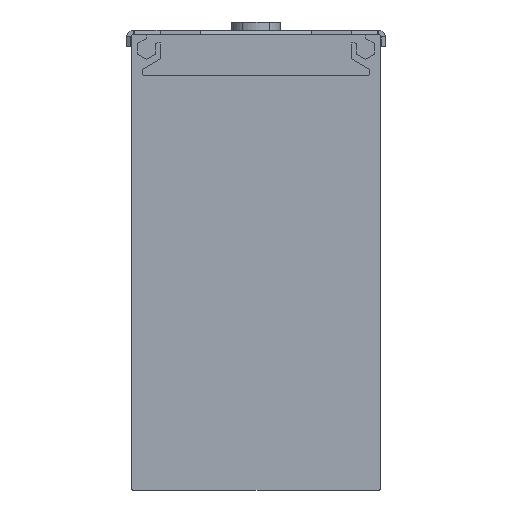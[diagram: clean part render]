
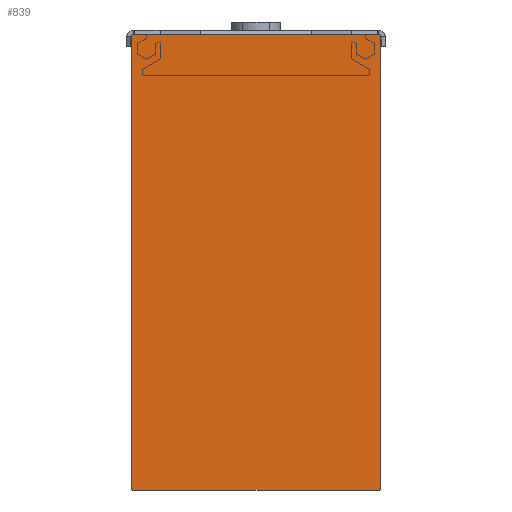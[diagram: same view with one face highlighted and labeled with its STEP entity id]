
A CAD part, left-side view. The second image highlights one B-rep face of the part: STEP entity #839.
In plain terms, the highlighted planar face has unit normal (-1, 0, 0).
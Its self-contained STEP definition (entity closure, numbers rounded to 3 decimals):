
#409=PLANE('',#10979);
#839=ADVANCED_FACE('',(#1525),#409,.T.);
#1525=FACE_OUTER_BOUND('',#2054,.T.);
#2054=EDGE_LOOP('',(#3778,#3779,#3780,#3781,#3782,#3783,#3784,#3785));
#2576=CIRCLE('',#10922,0.3);
#2577=CIRCLE('',#10925,0.3);
#2580=CIRCLE('',#10930,0.3);
#2594=CIRCLE('',#10973,0.3);
#3778=ORIENTED_EDGE('',*,*,#7466,.T.);
#3779=ORIENTED_EDGE('',*,*,#7372,.T.);
#3780=ORIENTED_EDGE('',*,*,#7375,.T.);
#3781=ORIENTED_EDGE('',*,*,#7377,.T.);
#3782=ORIENTED_EDGE('',*,*,#7379,.T.);
#3783=ORIENTED_EDGE('',*,*,#7381,.T.);
#3784=ORIENTED_EDGE('',*,*,#7385,.T.);
#3785=ORIENTED_EDGE('',*,*,#7339,.T.);
#6229=VERTEX_POINT('',#15489);
#6230=VERTEX_POINT('',#15491);
#6254=VERTEX_POINT('',#15553);
#6255=VERTEX_POINT('',#15555);
#6256=VERTEX_POINT('',#15559);
#6257=VERTEX_POINT('',#15563);
#6258=VERTEX_POINT('',#15567);
#6259=VERTEX_POINT('',#15571);
#7339=EDGE_CURVE('',#6230,#6229,#8755,.T.);
#7372=EDGE_CURVE('',#6255,#6254,#8785,.T.);
#7375=EDGE_CURVE('',#6254,#6256,#2576,.T.);
#7377=EDGE_CURVE('',#6256,#6257,#8789,.T.);
#7379=EDGE_CURVE('',#6257,#6258,#2577,.T.);
#7381=EDGE_CURVE('',#6258,#6259,#8792,.T.);
#7385=EDGE_CURVE('',#6259,#6230,#2580,.T.);
#7466=EDGE_CURVE('',#6229,#6255,#2594,.T.);
#8755=LINE('',#15490,#9904);
#8785=LINE('',#15554,#9934);
#8789=LINE('',#15564,#9938);
#8792=LINE('',#15572,#9941);
#9904=VECTOR('',#12381,1.);
#9934=VECTOR('',#12429,1.);
#9938=VECTOR('',#12439,1.);
#9941=VECTOR('',#12448,1.);
#10922=AXIS2_PLACEMENT_3D('',#15560,#12434,#12435);
#10925=AXIS2_PLACEMENT_3D('',#15568,#12443,#12444);
#10930=AXIS2_PLACEMENT_3D('',#15579,#12456,#12457);
#10973=AXIS2_PLACEMENT_3D('',#15731,#12609,#12610);
#10979=AXIS2_PLACEMENT_3D('',#15740,#12622,#12623);
#12381=DIRECTION('',(0.,1.,0.));
#12429=DIRECTION('',(0.,0.,-1.));
#12434=DIRECTION('',(-1.,0.,0.));
#12435=DIRECTION('',(0.,0.,-1.));
#12439=DIRECTION('',(0.,-1.,0.));
#12443=DIRECTION('',(-1.,0.,0.));
#12444=DIRECTION('',(0.,0.,1.));
#12448=DIRECTION('',(0.,0.,1.));
#12456=DIRECTION('',(-1.,0.,0.));
#12457=DIRECTION('',(0.,0.,-1.));
#12609=DIRECTION('',(-1.,0.,0.));
#12610=DIRECTION('',(0.,0.,-1.));
#12622=DIRECTION('',(-1.,0.,0.));
#12623=DIRECTION('',(0.,0.,1.));
#15489=CARTESIAN_POINT('',(-1125.,29.7,0.034));
#15490=CARTESIAN_POINT('',(-1125.,-29.7,0.034));
#15491=CARTESIAN_POINT('',(-1125.,-29.7,0.034));
#15553=CARTESIAN_POINT('',(-1125.,30.,-109.666));
#15554=CARTESIAN_POINT('',(-1125.,30.,-0.266));
#15555=CARTESIAN_POINT('',(-1125.,30.,-0.266));
#15559=CARTESIAN_POINT('',(-1125.,29.7,-109.966));
#15560=CARTESIAN_POINT('',(-1125.,29.7,-109.666));
#15563=CARTESIAN_POINT('',(-1125.,-29.7,-109.966));
#15564=CARTESIAN_POINT('',(-1125.,29.7,-109.966));
#15567=CARTESIAN_POINT('',(-1125.,-30.,-109.666));
#15568=CARTESIAN_POINT('',(-1125.,-29.7,-109.666));
#15571=CARTESIAN_POINT('',(-1125.,-30.,-0.266));
#15572=CARTESIAN_POINT('',(-1125.,-30.,-0.266));
#15579=CARTESIAN_POINT('',(-1125.,-29.7,-0.266));
#15731=CARTESIAN_POINT('',(-1125.,29.7,-0.266));
#15740=CARTESIAN_POINT('',(-1125.,29.7,-0.266));
